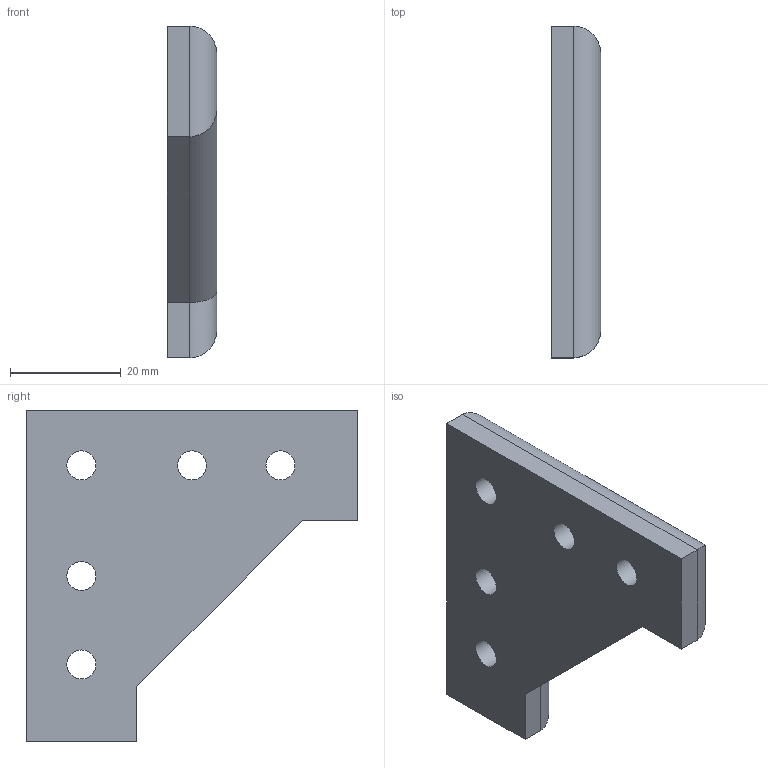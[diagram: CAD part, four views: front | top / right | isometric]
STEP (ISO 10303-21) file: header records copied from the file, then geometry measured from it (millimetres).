
FILE_DESCRIPTION(/* description */ ('','CAx-IF Rec.Pracs.---Representation and Presentation of Product Manufacturing Information (PMI)---4.0---2014-10-13'),/* implementation_level */ '2;1');
FILE_NAME(/* name */ 'Corner_Gusset_Plate.step',/* time_stamp */ '2024-12-08T19:16:15-06:00',/* author */ (''),/* organization */ (''),/* preprocessor_version */ 'ST-DEVELOPER v20',/* originating_system */ 'Autodesk Translation Framework v13.20.0.188',/* authorisation */ '');
FILE_SCHEMA (('AP242_MANAGED_MODEL_BASED_3D_ENGINEERING_MIM_LF { 1 0 10303 442 1 1 4 }'));
Length unit declared in the file: millimetre
Products named in the file (2): ender-5-pro-assem; Component190
Assembly tree (1 placements, depth 2):
  ender-5-pro-assem
    Component190
Bounding box: 9 x 60 x 60 mm (x, y, z)
Volume: 17797 mm3; surface area: 7414.4 mm2
Topology: 1 solids, 1 shells, 38 faces, 85 edges, 54 vertices
Faces by surface type: cylinder 20, plane 18
Full cylindrical faces by diameter (mm): 5.25 x5, 9.5 x5
Entity records: 1179 total; most frequent: CARTESIAN_POINT 233, DIRECTION 197, ORIENTED_EDGE 170, EDGE_CURVE 85, AXIS2_PLACEMENT_3D 73, VERTEX_POINT 54, EDGE_LOOP 53, LINE 51
